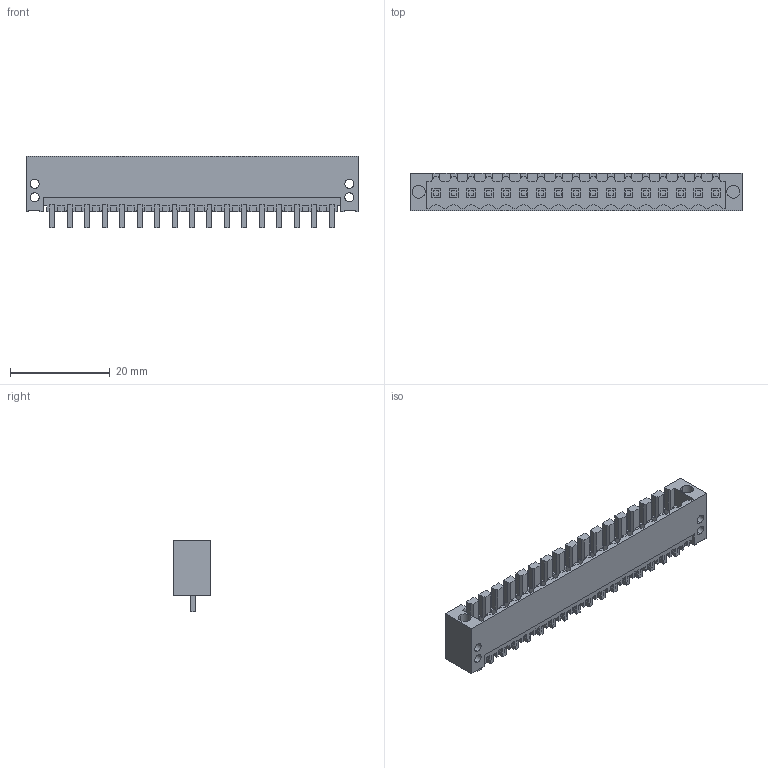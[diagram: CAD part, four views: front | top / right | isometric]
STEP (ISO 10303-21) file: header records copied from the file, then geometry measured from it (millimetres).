
FILE_DESCRIPTION(('CATIA V5 STEP Exchange','CAx-IF Rec.Pracs.--- Model Styling and Organization---1.2---2011-12-15'),'2;1');
FILE_NAME ('D1453684_0_1622180000_1622180000.stp','2018-03-12T08:50:53+00:00',('none'),('Weidmueller'),'CATIA Version 5-6 Release 2014','CATIA V5 STEP AP214','none');
FILE_SCHEMA(('AUTOMOTIVE_DESIGN { 1 0 10303 214 1 1 1 1 }'));
Length unit declared in the file: millimetre
Products named in the file (1): 1622180000
Bounding box: 66.5 x 7.45 x 14.25 mm (x, y, z)
Volume: 2233.8 mm3; surface area: 5888.1 mm2
Topology: 18 solids, 18 shells, 1007 faces, 2920 edges, 1970 vertices
Faces by surface type: plane 968, cylinder 39
Entity records: 31359 total; most frequent: ORIENTED_EDGE 5832, CARTESIAN_POINT 5490, DIRECTION 4041, EDGE_CURVE 2916, VECTOR 2838, LINE 2838, VERTEX_POINT 1968, EDGE_LOOP 1078
